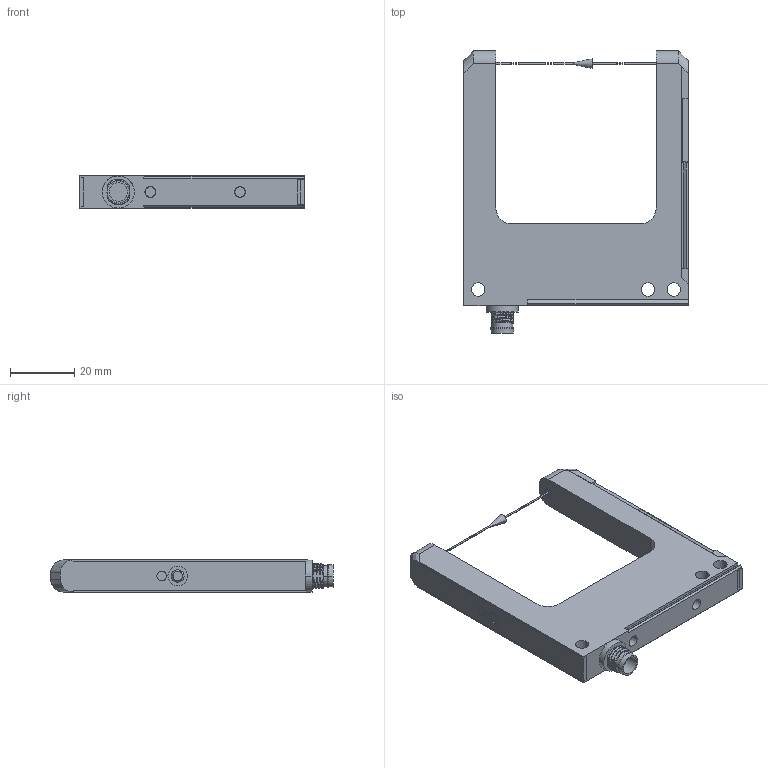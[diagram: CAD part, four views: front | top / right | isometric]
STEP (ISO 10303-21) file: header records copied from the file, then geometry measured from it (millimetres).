
FILE_DESCRIPTION((''),'2;1');
FILE_NAME('FGL_50ER_AUS_80ER_ERSTELLT_NONE_ASM','2010-12-03T',('mabamberg'),(''),'PRO/ENGINEER BY PARAMETRIC TECHNOLOGY CORPORATION, 2006300','PRO/ENGINEER BY PARAMETRIC TECHNOLOGY CORPORATION, 2006300','');
FILE_SCHEMA(('CONFIG_CONTROL_DESIGN'));
Length unit declared in the file: millimetre
Products named in the file (19): ____TEIL1_NONE; _WEICHTEIL_NONE; _DECKEL_EMPFAENGER_VERSION4_50E_ASM; _____TEIL1_NONE; _DECKEL_SENDER_SCHWALBENSCHWANZ_ASM; ___TEIL1_NONE; _GEHAEUSE_FGL_VERSION4_80ER_03__ASM; BB0A5-8520; BB0A5-8748; BB0A5-8836; BB0A5-8924; BB0A5-9012; BB0A5-9100; BB0A5-9188; BB0A5-9296; BB0A5-9394; BB0A5-9502; OPTISCHE_ACHSE_NONE_ASM; FGL_50ER_AUS_80ER_ERSTELLT_NONE_ASM
Assembly tree (18 placements, depth 3):
  FGL_50ER_AUS_80ER_ERSTELLT_NONE_ASM
    _DECKEL_EMPFAENGER_VERSION4_50E_ASM
      ____TEIL1_NONE
      _WEICHTEIL_NONE
    _DECKEL_SENDER_SCHWALBENSCHWANZ_ASM
      _____TEIL1_NONE
    _GEHAEUSE_FGL_VERSION4_80ER_03__ASM
      ___TEIL1_NONE
    OPTISCHE_ACHSE_NONE_ASM
      BB0A5-8520
      BB0A5-8748
      BB0A5-8836
      BB0A5-8924
      BB0A5-9012
      BB0A5-9100
      BB0A5-9188
      BB0A5-9296
      BB0A5-9394
      BB0A5-9502
Bounding box: 70 x 88.1 x 10 mm (x, y, z)
Volume: 26989 mm3; surface area: 14573.9 mm2
Topology: 14 solids, 14 shells, 247 faces, 634 edges, 425 vertices
Faces by surface type: plane 128, cylinder 79, bspline 22, cone 14, extrusion 4
Entity records: 12055 total; most frequent: CARTESIAN_POINT 3571, DIRECTION 1280, ORIENTED_EDGE 1268, PRESENTATION_STYLE_ASSIGNMENT 648, STYLED_ITEM 648, CURVE_STYLE 634, EDGE_CURVE 634, AXIS2_PLACEMENT_3D 461
